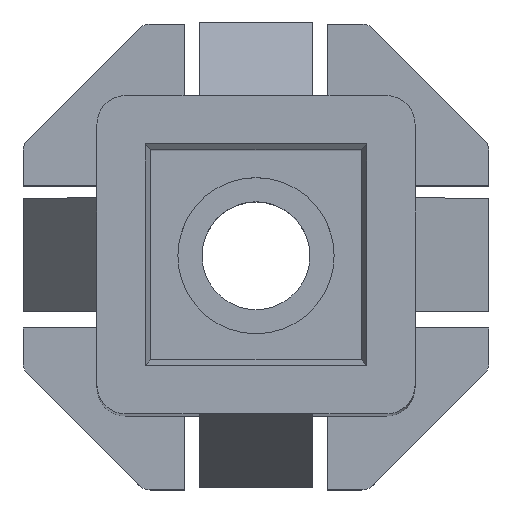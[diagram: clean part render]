
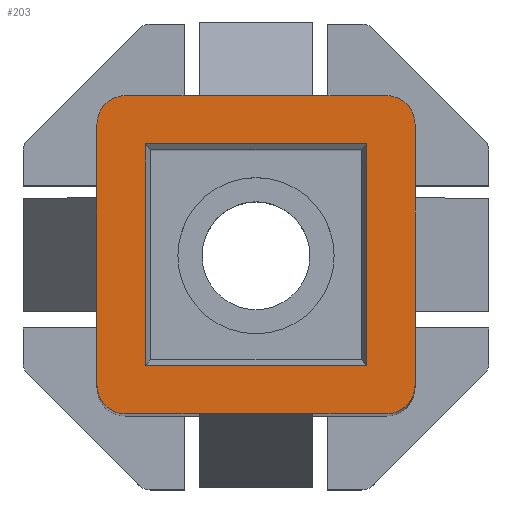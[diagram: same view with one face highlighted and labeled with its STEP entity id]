
A CAD part, top view. The second image highlights one B-rep face of the part: STEP entity #203.
In plain terms, the highlighted planar face has unit normal (0, 0, 1).
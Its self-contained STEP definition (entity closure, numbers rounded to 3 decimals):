
#30=CARTESIAN_POINT('',(0.,0.,0.));
#31=DIRECTION('',(1.,0.,0.));
#32=DIRECTION('',(0.,0.,1.));
#33=AXIS2_PLACEMENT_3D('',#30,#32,#31);
#34=PLANE('',#33);
#35=CARTESIAN_POINT('',(2.8,1.,0.));
#36=VERTEX_POINT('',#35);
#37=CARTESIAN_POINT('',(2.8,2.3,0.));
#38=VERTEX_POINT('',#37);
#39=CARTESIAN_POINT('',(2.8,1.,0.));
#40=DIRECTION('',(0.,1.,0.));
#41=VECTOR('',#40,1.3);
#42=LINE('',#39,#41);
#43=EDGE_CURVE('',#36,#38,#42,.T.);
#44=ORIENTED_EDGE('',*,*,#43,.T.);
#45=CARTESIAN_POINT('',(2.3,2.8,0.));
#46=VERTEX_POINT('',#45);
#47=CARTESIAN_POINT('',(2.3,2.3,0.));
#48=DIRECTION('',(1.,0.,0.));
#49=DIRECTION('',(0.,0.,1.));
#50=AXIS2_PLACEMENT_3D('',#47,#49,#48);
#51=CIRCLE('',#50,0.5);
#52=EDGE_CURVE('',#38,#46,#51,.T.);
#53=ORIENTED_EDGE('',*,*,#52,.T.);
#54=CARTESIAN_POINT('',(1.,2.8,0.));
#55=VERTEX_POINT('',#54);
#56=CARTESIAN_POINT('',(2.3,2.8,0.));
#57=DIRECTION('',(-1.,0.,0.));
#58=VECTOR('',#57,1.3);
#59=LINE('',#56,#58);
#60=EDGE_CURVE('',#46,#55,#59,.T.);
#61=ORIENTED_EDGE('',*,*,#60,.T.);
#62=CARTESIAN_POINT('',(-1.,2.8,0.));
#63=VERTEX_POINT('',#62);
#64=CARTESIAN_POINT('',(1.,2.8,0.));
#65=DIRECTION('',(-1.,0.,0.));
#66=VECTOR('',#65,2.);
#67=LINE('',#64,#66);
#68=EDGE_CURVE('',#55,#63,#67,.T.);
#69=ORIENTED_EDGE('',*,*,#68,.T.);
#70=CARTESIAN_POINT('',(-2.3,2.8,0.));
#71=VERTEX_POINT('',#70);
#72=CARTESIAN_POINT('',(-1.,2.8,0.));
#73=DIRECTION('',(-1.,0.,0.));
#74=VECTOR('',#73,1.3);
#75=LINE('',#72,#74);
#76=EDGE_CURVE('',#63,#71,#75,.T.);
#77=ORIENTED_EDGE('',*,*,#76,.T.);
#78=CARTESIAN_POINT('',(-2.8,2.3,0.));
#79=VERTEX_POINT('',#78);
#80=CARTESIAN_POINT('',(-2.3,2.3,0.));
#81=DIRECTION('',(0.,1.,0.));
#82=DIRECTION('',(0.,0.,1.));
#83=AXIS2_PLACEMENT_3D('',#80,#82,#81);
#84=CIRCLE('',#83,0.5);
#85=EDGE_CURVE('',#71,#79,#84,.T.);
#86=ORIENTED_EDGE('',*,*,#85,.T.);
#87=CARTESIAN_POINT('',(-2.8,1.,0.));
#88=VERTEX_POINT('',#87);
#89=CARTESIAN_POINT('',(-2.8,2.3,0.));
#90=DIRECTION('',(0.,-1.,0.));
#91=VECTOR('',#90,1.3);
#92=LINE('',#89,#91);
#93=EDGE_CURVE('',#79,#88,#92,.T.);
#94=ORIENTED_EDGE('',*,*,#93,.T.);
#95=CARTESIAN_POINT('',(-2.8,-1.,0.));
#96=VERTEX_POINT('',#95);
#97=CARTESIAN_POINT('',(-2.8,1.,0.));
#98=DIRECTION('',(0.,-1.,0.));
#99=VECTOR('',#98,2.);
#100=LINE('',#97,#99);
#101=EDGE_CURVE('',#88,#96,#100,.T.);
#102=ORIENTED_EDGE('',*,*,#101,.T.);
#103=CARTESIAN_POINT('',(-2.8,-2.3,0.));
#104=VERTEX_POINT('',#103);
#105=CARTESIAN_POINT('',(-2.8,-1.,0.));
#106=DIRECTION('',(0.,-1.,0.));
#107=VECTOR('',#106,1.3);
#108=LINE('',#105,#107);
#109=EDGE_CURVE('',#96,#104,#108,.T.);
#110=ORIENTED_EDGE('',*,*,#109,.T.);
#111=CARTESIAN_POINT('',(-2.3,-2.8,0.));
#112=VERTEX_POINT('',#111);
#113=CARTESIAN_POINT('',(-2.3,-2.3,0.));
#114=DIRECTION('',(-1.,0.,0.));
#115=DIRECTION('',(-0.,0.,1.));
#116=AXIS2_PLACEMENT_3D('',#113,#115,#114);
#117=CIRCLE('',#116,0.5);
#118=EDGE_CURVE('',#104,#112,#117,.T.);
#119=ORIENTED_EDGE('',*,*,#118,.T.);
#120=CARTESIAN_POINT('',(-1.,-2.8,0.));
#121=VERTEX_POINT('',#120);
#122=CARTESIAN_POINT('',(-2.3,-2.8,0.));
#123=DIRECTION('',(1.,0.,0.));
#124=VECTOR('',#123,1.3);
#125=LINE('',#122,#124);
#126=EDGE_CURVE('',#112,#121,#125,.T.);
#127=ORIENTED_EDGE('',*,*,#126,.T.);
#128=CARTESIAN_POINT('',(1.,-2.8,0.));
#129=VERTEX_POINT('',#128);
#130=CARTESIAN_POINT('',(-1.,-2.8,0.));
#131=DIRECTION('',(1.,0.,0.));
#132=VECTOR('',#131,2.);
#133=LINE('',#130,#132);
#134=EDGE_CURVE('',#121,#129,#133,.T.);
#135=ORIENTED_EDGE('',*,*,#134,.T.);
#136=CARTESIAN_POINT('',(2.3,-2.8,0.));
#137=VERTEX_POINT('',#136);
#138=CARTESIAN_POINT('',(1.,-2.8,0.));
#139=DIRECTION('',(1.,0.,0.));
#140=VECTOR('',#139,1.3);
#141=LINE('',#138,#140);
#142=EDGE_CURVE('',#129,#137,#141,.T.);
#143=ORIENTED_EDGE('',*,*,#142,.T.);
#144=CARTESIAN_POINT('',(2.8,-2.3,0.));
#145=VERTEX_POINT('',#144);
#146=CARTESIAN_POINT('',(2.3,-2.3,0.));
#147=DIRECTION('',(0.,-1.,0.));
#148=DIRECTION('',(0.,-0.,1.));
#149=AXIS2_PLACEMENT_3D('',#146,#148,#147);
#150=CIRCLE('',#149,0.5);
#151=EDGE_CURVE('',#137,#145,#150,.T.);
#152=ORIENTED_EDGE('',*,*,#151,.T.);
#153=CARTESIAN_POINT('',(2.8,-1.,0.));
#154=VERTEX_POINT('',#153);
#155=CARTESIAN_POINT('',(2.8,-2.3,0.));
#156=DIRECTION('',(0.,1.,0.));
#157=VECTOR('',#156,1.3);
#158=LINE('',#155,#157);
#159=EDGE_CURVE('',#145,#154,#158,.T.);
#160=ORIENTED_EDGE('',*,*,#159,.T.);
#161=CARTESIAN_POINT('',(2.8,-1.,0.));
#162=DIRECTION('',(0.,1.,0.));
#163=VECTOR('',#162,2.);
#164=LINE('',#161,#163);
#165=EDGE_CURVE('',#154,#36,#164,.T.);
#166=ORIENTED_EDGE('',*,*,#165,.T.);
#167=EDGE_LOOP('',(#44,#53,#61,#69,#77,#86,#94,#102,#110,#119,#127,#135,#143,#152,#160,#166));
#168=FACE_OUTER_BOUND('',#167,.T.);
#169=CARTESIAN_POINT('',(1.95,-1.95,0.));
#170=VERTEX_POINT('',#169);
#171=CARTESIAN_POINT('',(-1.95,-1.95,0.));
#172=VERTEX_POINT('',#171);
#173=CARTESIAN_POINT('',(1.95,-1.95,0.));
#174=DIRECTION('',(-1.,0.,0.));
#175=VECTOR('',#174,3.9);
#176=LINE('',#173,#175);
#177=EDGE_CURVE('',#170,#172,#176,.T.);
#178=ORIENTED_EDGE('',*,*,#177,.T.);
#179=CARTESIAN_POINT('',(-1.95,1.95,0.));
#180=VERTEX_POINT('',#179);
#181=CARTESIAN_POINT('',(-1.95,-1.95,0.));
#182=DIRECTION('',(0.,1.,0.));
#183=VECTOR('',#182,3.9);
#184=LINE('',#181,#183);
#185=EDGE_CURVE('',#172,#180,#184,.T.);
#186=ORIENTED_EDGE('',*,*,#185,.T.);
#187=CARTESIAN_POINT('',(1.95,1.95,0.));
#188=VERTEX_POINT('',#187);
#189=CARTESIAN_POINT('',(-1.95,1.95,0.));
#190=DIRECTION('',(1.,0.,0.));
#191=VECTOR('',#190,3.9);
#192=LINE('',#189,#191);
#193=EDGE_CURVE('',#180,#188,#192,.T.);
#194=ORIENTED_EDGE('',*,*,#193,.T.);
#195=CARTESIAN_POINT('',(1.95,1.95,0.));
#196=DIRECTION('',(0.,-1.,0.));
#197=VECTOR('',#196,3.9);
#198=LINE('',#195,#197);
#199=EDGE_CURVE('',#188,#170,#198,.T.);
#200=ORIENTED_EDGE('',*,*,#199,.T.);
#201=EDGE_LOOP('',(#178,#186,#194,#200));
#202=FACE_BOUND('',#201,.T.);
#203=ADVANCED_FACE('',(#168,#202),#34,.T.);
